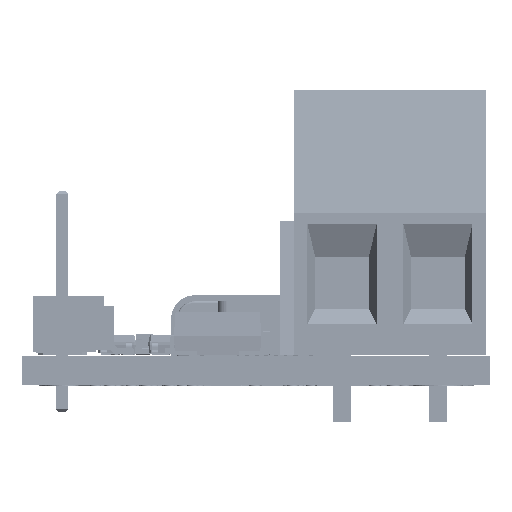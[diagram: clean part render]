
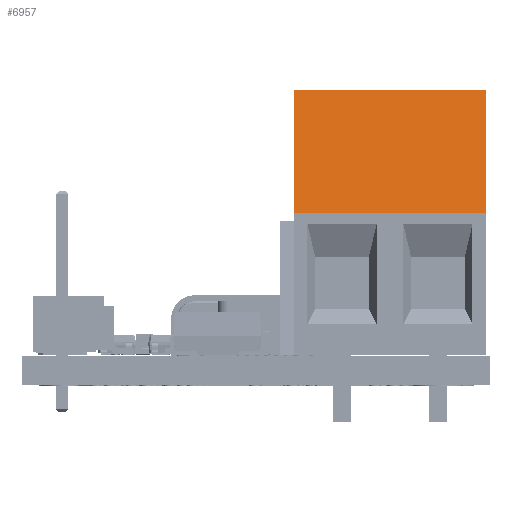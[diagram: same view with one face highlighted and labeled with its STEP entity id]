
A CAD part, front view. The second image highlights one B-rep face of the part: STEP entity #6957.
In plain terms, the highlighted planar face has unit normal (0, -0.974, 0.228).
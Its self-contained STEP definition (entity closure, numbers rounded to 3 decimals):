
#6865 = EDGE_CURVE('',#6866,#6868,#6870,.T.);
#6866 = VERTEX_POINT('',#6867);
#6867 = CARTESIAN_POINT('',(-2.5,-2.6,13.8));
#6868 = VERTEX_POINT('',#6869);
#6869 = CARTESIAN_POINT('',(-2.5,-4.1,7.4));
#6870 = LINE('',#6871,#6872);
#6871 = CARTESIAN_POINT('',(-2.5,-2.6,13.8));
#6872 = VECTOR('',#6873,1.);
#6873 = DIRECTION('',(0.,-0.228,-0.974));
#6957 = ADVANCED_FACE('',(#6958),#6983,.F.);
#6958 = FACE_BOUND('',#6959,.F.);
#6959 = EDGE_LOOP('',(#6960,#6968,#6976,#6982));
#6960 = ORIENTED_EDGE('',*,*,#6961,.T.);
#6961 = EDGE_CURVE('',#6866,#6962,#6964,.T.);
#6962 = VERTEX_POINT('',#6963);
#6963 = CARTESIAN_POINT('',(7.5,-2.6,13.8));
#6964 = LINE('',#6965,#6966);
#6965 = CARTESIAN_POINT('',(-2.5,-2.6,13.8));
#6966 = VECTOR('',#6967,1.);
#6967 = DIRECTION('',(1.,0.,0.));
#6968 = ORIENTED_EDGE('',*,*,#6969,.T.);
#6969 = EDGE_CURVE('',#6962,#6970,#6972,.T.);
#6970 = VERTEX_POINT('',#6971);
#6971 = CARTESIAN_POINT('',(7.5,-4.1,7.4));
#6972 = LINE('',#6973,#6974);
#6973 = CARTESIAN_POINT('',(7.5,-2.6,13.8));
#6974 = VECTOR('',#6975,1.);
#6975 = DIRECTION('',(0.,-0.228,-0.974));
#6976 = ORIENTED_EDGE('',*,*,#6977,.F.);
#6977 = EDGE_CURVE('',#6868,#6970,#6978,.T.);
#6978 = LINE('',#6979,#6980);
#6979 = CARTESIAN_POINT('',(-2.5,-4.1,7.4));
#6980 = VECTOR('',#6981,1.);
#6981 = DIRECTION('',(1.,0.,0.));
#6982 = ORIENTED_EDGE('',*,*,#6865,.F.);
#6983 = PLANE('',#6984);
#6984 = AXIS2_PLACEMENT_3D('',#6985,#6986,#6987);
#6985 = CARTESIAN_POINT('',(-2.5,-2.6,13.8));
#6986 = DIRECTION('',(0.,0.974,-0.228));
#6987 = DIRECTION('',(0.,-0.228,-0.974));
